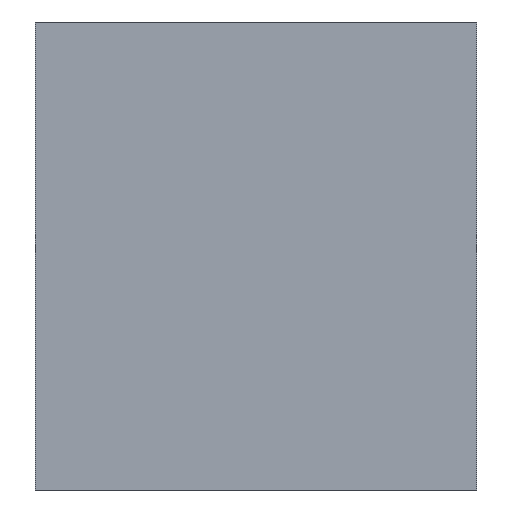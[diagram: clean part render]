
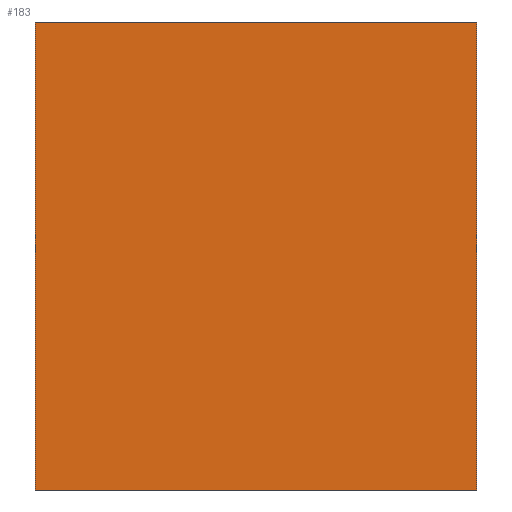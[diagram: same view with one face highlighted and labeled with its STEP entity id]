
A CAD part, left-side view. The second image highlights one B-rep face of the part: STEP entity #183.
In plain terms, the highlighted planar face has unit normal (-1, 0, 0).
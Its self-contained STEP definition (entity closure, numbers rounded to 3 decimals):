
#9 = EDGE_LOOP ( 'NONE', ( #480, #461, #251, #644 ) ) ;
#11 = VECTOR ( 'NONE', #676, 1000. ) ;
#18 = CARTESIAN_POINT ( 'NONE',  ( 0., 0., 48. ) ) ;
#19 = CARTESIAN_POINT ( 'NONE',  ( 0., 0., 48. ) ) ;
#33 = LINE ( 'NONE', #295, #842 ) ;
#53 = VECTOR ( 'NONE', #731, 1000. ) ;
#59 = LINE ( 'NONE', #456, #53 ) ;
#91 = FACE_OUTER_BOUND ( 'NONE', #9, .T. ) ;
#94 = LINE ( 'NONE', #18, #11 ) ;
#164 = CARTESIAN_POINT ( 'NONE',  ( 0., 0., -5. ) ) ;
#183 = ADVANCED_FACE ( 'NONE', ( #91 ), #613, .F. ) ;
#208 = DIRECTION ( 'NONE',  ( 1., 0., 0. ) ) ;
#233 = CARTESIAN_POINT ( 'NONE',  ( 0., 50., -5. ) ) ;
#251 = ORIENTED_EDGE ( 'NONE', *, *, #591, .F. ) ;
#258 = EDGE_CURVE ( 'NONE', #285, #556, #372, .T. ) ;
#276 = VERTEX_POINT ( 'NONE', #164 ) ;
#284 = DIRECTION ( 'NONE',  ( 0., 0., -1. ) ) ;
#285 = VERTEX_POINT ( 'NONE', #831 ) ;
#295 = CARTESIAN_POINT ( 'NONE',  ( 0., 50., -5. ) ) ;
#368 = DIRECTION ( 'NONE',  ( 0., 0., -1. ) ) ;
#372 = LINE ( 'NONE', #551, #598 ) ;
#429 = EDGE_CURVE ( 'NONE', #276, #556, #33, .T. ) ;
#456 = CARTESIAN_POINT ( 'NONE',  ( 0., 0., 48. ) ) ;
#461 = ORIENTED_EDGE ( 'NONE', *, *, #429, .F. ) ;
#480 = ORIENTED_EDGE ( 'NONE', *, *, #258, .T. ) ;
#548 = VERTEX_POINT ( 'NONE', #626 ) ;
#551 = CARTESIAN_POINT ( 'NONE',  ( 0., 50., 48. ) ) ;
#556 = VERTEX_POINT ( 'NONE', #233 ) ;
#591 = EDGE_CURVE ( 'NONE', #548, #276, #59, .T. ) ;
#598 = VECTOR ( 'NONE', #368, 1000. ) ;
#613 = PLANE ( 'NONE',  #738 ) ;
#626 = CARTESIAN_POINT ( 'NONE',  ( 0., 0., 48. ) ) ;
#644 = ORIENTED_EDGE ( 'NONE', *, *, #743, .F. ) ;
#676 = DIRECTION ( 'NONE',  ( 0., -1., 0. ) ) ;
#699 = DIRECTION ( 'NONE',  ( 0., 1., 0. ) ) ;
#731 = DIRECTION ( 'NONE',  ( 0., 0., -1. ) ) ;
#738 = AXIS2_PLACEMENT_3D ( 'NONE', #19, #208, #284 ) ;
#743 = EDGE_CURVE ( 'NONE', #285, #548, #94, .T. ) ;
#831 = CARTESIAN_POINT ( 'NONE',  ( 0., 50., 48. ) ) ;
#842 = VECTOR ( 'NONE', #699, 1000. ) ;
